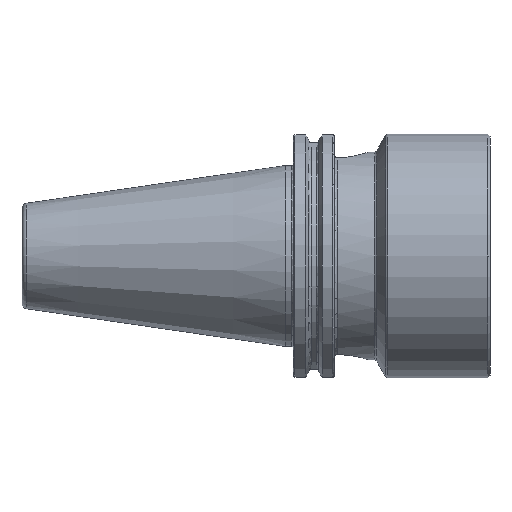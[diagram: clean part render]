
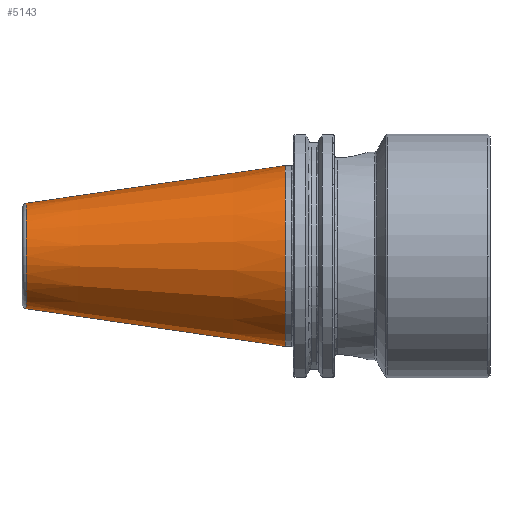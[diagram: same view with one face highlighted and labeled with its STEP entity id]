
A CAD part, front view. The second image highlights one B-rep face of the part: STEP entity #5143.
In plain terms, the highlighted conical face has half-angle 8.297 degrees and reference radius 34.925 mm.
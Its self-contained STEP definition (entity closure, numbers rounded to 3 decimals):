
#287 = CARTESIAN_POINT ( 'NONE',  ( 0., 0., 34.925 ) ) ;
#396 = CARTESIAN_POINT ( 'NONE',  ( -99.889, 0., 20.358 ) ) ;
#448 = CONICAL_SURFACE ( 'NONE', #1014, 34.925, 0.145 ) ;
#451 = CIRCLE ( 'NONE', #3876, 34.925 ) ;
#477 = DIRECTION ( 'NONE',  ( -1., 0., 0. ) ) ;
#515 = CARTESIAN_POINT ( 'NONE',  ( -99.889, 0., -20.358 ) ) ;
#662 = ORIENTED_EDGE ( 'NONE', *, *, #4200, .F. ) ;
#1014 = AXIS2_PLACEMENT_3D ( 'NONE', #1183, #3607, #4615 ) ;
#1183 = CARTESIAN_POINT ( 'NONE',  ( 0., 0., 0. ) ) ;
#1914 = VECTOR ( 'NONE', #5146, 1000. ) ;
#2052 = LINE ( 'NONE', #4644, #1914 ) ;
#2077 = EDGE_LOOP ( 'NONE', ( #662, #3113, #5602, #2122 ) ) ;
#2122 = ORIENTED_EDGE ( 'NONE', *, *, #4621, .T. ) ;
#2281 = CARTESIAN_POINT ( 'NONE',  ( 0., 0., 0. ) ) ;
#2426 = VERTEX_POINT ( 'NONE', #287 ) ;
#2681 = CIRCLE ( 'NONE', #3253, 20.358 ) ;
#2773 = DIRECTION ( 'NONE',  ( 0., 0., 1. ) ) ;
#2817 = CARTESIAN_POINT ( 'NONE',  ( 0., 0., 34.925 ) ) ;
#3113 = ORIENTED_EDGE ( 'NONE', *, *, #3741, .F. ) ;
#3253 = AXIS2_PLACEMENT_3D ( 'NONE', #3416, #477, #3904 ) ;
#3416 = CARTESIAN_POINT ( 'NONE',  ( -99.889, 0., 0. ) ) ;
#3607 = DIRECTION ( 'NONE',  ( 1., 0., 0. ) ) ;
#3645 = VERTEX_POINT ( 'NONE', #396 ) ;
#3741 = EDGE_CURVE ( 'NONE', #6062, #3645, #2681, .T. ) ;
#3810 = VERTEX_POINT ( 'NONE', #5430 ) ;
#3876 = AXIS2_PLACEMENT_3D ( 'NONE', #2281, #5735, #2773 ) ;
#3904 = DIRECTION ( 'NONE',  ( 0., 0., 1. ) ) ;
#4200 = EDGE_CURVE ( 'NONE', #3645, #2426, #5930, .T. ) ;
#4515 = FACE_OUTER_BOUND ( 'NONE', #2077, .T. ) ;
#4615 = DIRECTION ( 'NONE',  ( 0., 0., -1. ) ) ;
#4621 = EDGE_CURVE ( 'NONE', #3810, #2426, #451, .T. ) ;
#4644 = CARTESIAN_POINT ( 'NONE',  ( 0., 0., -34.925 ) ) ;
#5143 = ADVANCED_FACE ( 'NONE', ( #4515 ), #448, .T. ) ;
#5146 = DIRECTION ( 'NONE',  ( 0.99, 0., -0.144 ) ) ;
#5430 = CARTESIAN_POINT ( 'NONE',  ( 0., 0., -34.925 ) ) ;
#5602 = ORIENTED_EDGE ( 'NONE', *, *, #5755, .T. ) ;
#5735 = DIRECTION ( 'NONE',  ( -1., 0., 0. ) ) ;
#5755 = EDGE_CURVE ( 'NONE', #6062, #3810, #2052, .T. ) ;
#5775 = VECTOR ( 'NONE', #5782, 1000. ) ;
#5782 = DIRECTION ( 'NONE',  ( 0.99, 0., 0.144 ) ) ;
#5930 = LINE ( 'NONE', #2817, #5775 ) ;
#6062 = VERTEX_POINT ( 'NONE', #515 ) ;
